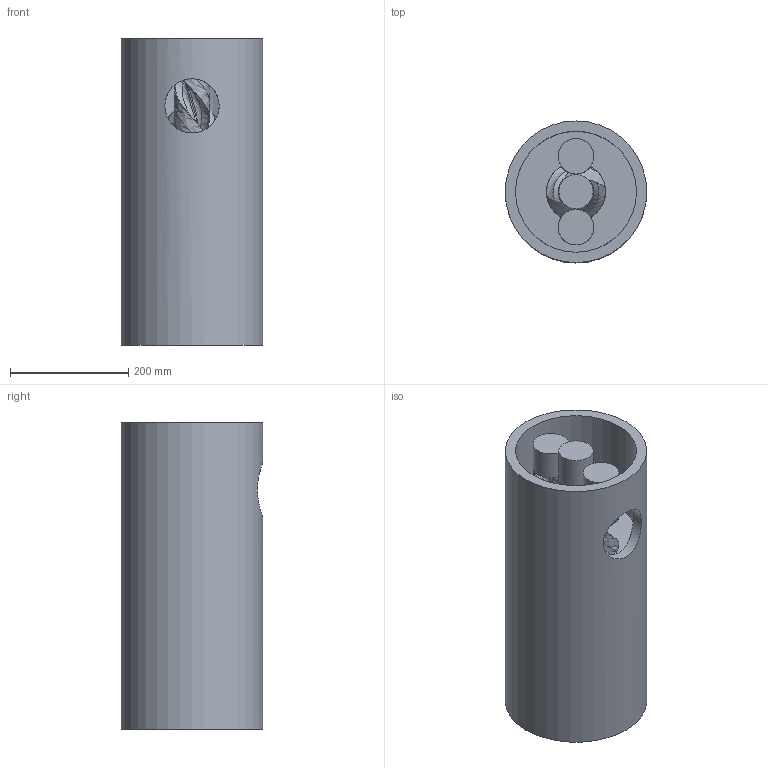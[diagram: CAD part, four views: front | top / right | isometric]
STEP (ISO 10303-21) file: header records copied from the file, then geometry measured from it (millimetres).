
FILE_DESCRIPTION(('Open CASCADE Model'),'2;1');
FILE_NAME('Open CASCADE Shape Model','2025-04-21T14:56:08',('Author'),( 'Open CASCADE'),'Open CASCADE STEP processor 7.7','Open CASCADE 7.7' ,'Unknown');
FILE_SCHEMA(('AUTOMOTIVE_DESIGN { 1 0 10303 214 1 1 1 1 }'));
Length unit declared in the file: millimetre
Products named in the file (5): Open CASCADE STEP translator 7.7 13; Open CASCADE STEP translator 7.7 13.1; Open CASCADE STEP translator 7.7 13.2; Open CASCADE STEP translator 7.7 13.3; Open CASCADE STEP translator 7.7 13.4
Assembly tree (4 placements, depth 2):
  Open CASCADE STEP translator 7.7 13
    Open CASCADE STEP translator 7.7 13.1
    Open CASCADE STEP translator 7.7 13.2
    Open CASCADE STEP translator 7.7 13.3
    Open CASCADE STEP translator 7.7 13.4
Bounding box: 240 x 240 x 520 mm (x, y, z)
Volume: 17293897.8 mm3; surface area: 1095927.1 mm2
Topology: 4 solids, 4 shells, 80 faces, 205 edges, 134 vertices
Faces by surface type: bspline 56, plane 13, cylinder 10, cone 1
Full cylindrical faces by diameter (mm): 58 x1, 60 x2, 92 x1, 205 x1, 240 x1
Entity records: 22029 total; most frequent: CARTESIAN_POINT 18905, ORIENTED_EDGE 410, PCURVE 410, DEFINITIONAL_REPRESENTATION 410, DIRECTION 320, EDGE_CURVE 205, LINE 200, VECTOR 200
